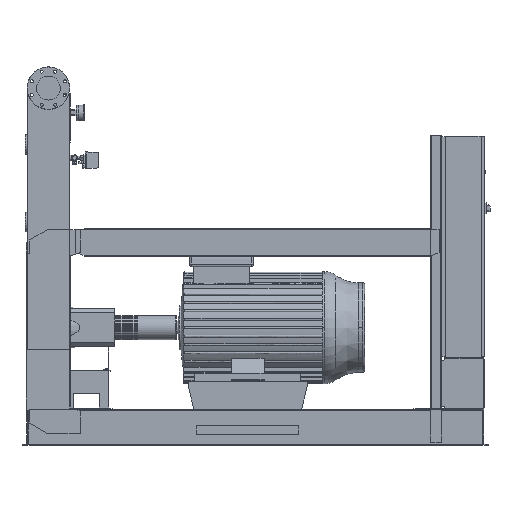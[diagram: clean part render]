
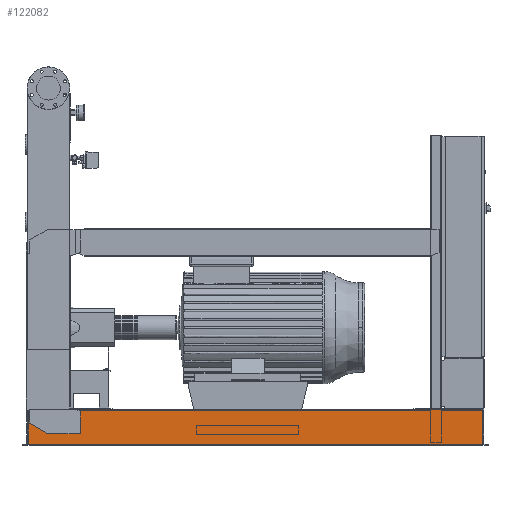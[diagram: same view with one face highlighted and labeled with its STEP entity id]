
A CAD part, front view. The second image highlights one B-rep face of the part: STEP entity #122082.
In plain terms, the highlighted free-form (B-spline) face has degree [1, 1] with [2, 2] control points.
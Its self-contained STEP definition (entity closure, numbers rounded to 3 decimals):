
#117313=CARTESIAN_POINT('',(-113.0,-460.5,202.));
#117314=VERTEX_POINT('',#117313);
#117321=CARTESIAN_POINT('',(-113.0,-460.5,208.));
#117322=VERTEX_POINT('',#117321);
#117323=CARTESIAN_POINT('',(-113.0,-460.5,202.));
#117324=DIRECTION('',(0.0,0.0,1.0));
#117325=VECTOR('',#117324,6.);
#117326=LINE('',#117323,#117325);
#117327=EDGE_CURVE('',#117314,#117322,#117326,.T.);
#120367=CARTESIAN_POINT('',(2540.,-460.5,208.));
#120368=VERTEX_POINT('',#120367);
#120369=CARTESIAN_POINT('',(-113.0,-460.5,208.));
#120370=DIRECTION('',(1.0,0.0,0.0));
#120371=VECTOR('',#120370,2653.);
#120372=LINE('',#120369,#120371);
#120373=EDGE_CURVE('',#117322,#120368,#120372,.T.);
#121670=CARTESIAN_POINT('',(2548.,-460.5,202.));
#121671=VERTEX_POINT('',#121670);
#121678=CARTESIAN_POINT('',(2548.,-460.5,112.689));
#121679=VERTEX_POINT('',#121678);
#121680=CARTESIAN_POINT('',(2548.,-460.5,112.689));
#121681=DIRECTION('',(0.0,0.0,1.0));
#121682=VECTOR('',#121681,89.311);
#121683=LINE('',#121680,#121682);
#121684=EDGE_CURVE('',#121679,#121671,#121683,.T.);
#121996=CARTESIAN_POINT('',(-121.,-460.5,3.));
#121997=CARTESIAN_POINT('',(-121.,-460.5,208.));
#121998=CARTESIAN_POINT('',(2548.,-460.5,3.));
#121999=CARTESIAN_POINT('',(2548.,-460.5,208.));
#122000=B_SPLINE_SURFACE_WITH_KNOTS('',1,1,((#121996,#121998),(#121997,#121999)),.UNSPECIFIED.,.F.,.F.,.U.,(2,2),(2,2),(0.0,205.),(0.0,2669.0),.UNSPECIFIED.);
#122001=CARTESIAN_POINT('',(2548.,-460.5,6.));
#122002=VERTEX_POINT('',#122001);
#122003=CARTESIAN_POINT('',(2548.,-460.5,6.));
#122004=DIRECTION('',(0.0,0.0,1.0));
#122005=VECTOR('',#122004,106.689);
#122006=LINE('',#122003,#122005);
#122007=EDGE_CURVE('',#122002,#121679,#122006,.T.);
#122008=ORIENTED_EDGE('',*,*,#122007,.T.);
#122009=ORIENTED_EDGE('',*,*,#121684,.T.);
#122010=CARTESIAN_POINT('',(2540.,-460.5,202.));
#122011=VERTEX_POINT('',#122010);
#122012=CARTESIAN_POINT('',(2548.,-460.5,202.));
#122013=DIRECTION('',(-1.0,0.0,0.0));
#122014=VECTOR('',#122013,8.0);
#122015=LINE('',#122012,#122014);
#122016=EDGE_CURVE('',#121671,#122011,#122015,.T.);
#122017=ORIENTED_EDGE('',*,*,#122016,.T.);
#122018=CARTESIAN_POINT('',(2540.,-460.5,208.));
#122019=DIRECTION('',(0.0,0.0,-1.0));
#122020=VECTOR('',#122019,6.);
#122021=LINE('',#122018,#122020);
#122022=EDGE_CURVE('',#120368,#122011,#122021,.T.);
#122023=ORIENTED_EDGE('',*,*,#122022,.F.);
#122024=ORIENTED_EDGE('',*,*,#120373,.F.);
#122025=ORIENTED_EDGE('',*,*,#117327,.F.);
#122026=CARTESIAN_POINT('',(-121.,-460.5,202.));
#122027=VERTEX_POINT('',#122026);
#122028=CARTESIAN_POINT('',(-113.0,-460.5,202.));
#122029=DIRECTION('',(-1.0,0.0,0.0));
#122030=VECTOR('',#122029,8.);
#122031=LINE('',#122028,#122030);
#122032=EDGE_CURVE('',#117314,#122027,#122031,.T.);
#122033=ORIENTED_EDGE('',*,*,#122032,.T.);
#122034=CARTESIAN_POINT('',(-121.,-460.5,6.));
#122035=VERTEX_POINT('',#122034);
#122036=CARTESIAN_POINT('',(-121.,-460.5,202.));
#122037=DIRECTION('',(0.0,0.0,-1.0));
#122038=VECTOR('',#122037,196.);
#122039=LINE('',#122036,#122038);
#122040=EDGE_CURVE('',#122027,#122035,#122039,.T.);
#122041=ORIENTED_EDGE('',*,*,#122040,.T.);
#122042=CARTESIAN_POINT('',(-113.0,-460.5,6.));
#122043=VERTEX_POINT('',#122042);
#122044=CARTESIAN_POINT('',(-121.,-460.5,6.));
#122045=DIRECTION('',(1.0,0.0,0.0));
#122046=VECTOR('',#122045,8.);
#122047=LINE('',#122044,#122046);
#122048=EDGE_CURVE('',#122035,#122043,#122047,.T.);
#122049=ORIENTED_EDGE('',*,*,#122048,.T.);
#122050=CARTESIAN_POINT('',(-113.0,-460.5,3.));
#122051=VERTEX_POINT('',#122050);
#122052=CARTESIAN_POINT('',(-113.0,-460.5,3.));
#122053=DIRECTION('',(0.0,0.0,1.0));
#122054=VECTOR('',#122053,3.);
#122055=LINE('',#122052,#122054);
#122056=EDGE_CURVE('',#122051,#122043,#122055,.T.);
#122057=ORIENTED_EDGE('',*,*,#122056,.F.);
#122058=CARTESIAN_POINT('',(2540.,-460.5,3.));
#122059=VERTEX_POINT('',#122058);
#122060=CARTESIAN_POINT('',(2540.,-460.5,3.));
#122061=DIRECTION('',(-1.0,0.0,0.0));
#122062=VECTOR('',#122061,2653.);
#122063=LINE('',#122060,#122062);
#122064=EDGE_CURVE('',#122059,#122051,#122063,.T.);
#122065=ORIENTED_EDGE('',*,*,#122064,.F.);
#122066=CARTESIAN_POINT('',(2540.,-460.5,6.));
#122067=VERTEX_POINT('',#122066);
#122068=CARTESIAN_POINT('',(2540.,-460.5,6.));
#122069=DIRECTION('',(0.0,0.0,-1.0));
#122070=VECTOR('',#122069,3.);
#122071=LINE('',#122068,#122070);
#122072=EDGE_CURVE('',#122067,#122059,#122071,.T.);
#122073=ORIENTED_EDGE('',*,*,#122072,.F.);
#122074=CARTESIAN_POINT('',(2540.,-460.5,6.));
#122075=DIRECTION('',(1.0,0.0,0.0));
#122076=VECTOR('',#122075,8.0);
#122077=LINE('',#122074,#122076);
#122078=EDGE_CURVE('',#122067,#122002,#122077,.T.);
#122079=ORIENTED_EDGE('',*,*,#122078,.T.);
#122080=EDGE_LOOP('',(#122008,#122009,#122017,#122023,#122024,#122025,#122033,#122041,#122049,#122057,#122065,#122073,#122079));
#122081=FACE_OUTER_BOUND('',#122080,.T.);
#122082=ADVANCED_FACE('',(#122081),#122000,.F.);
